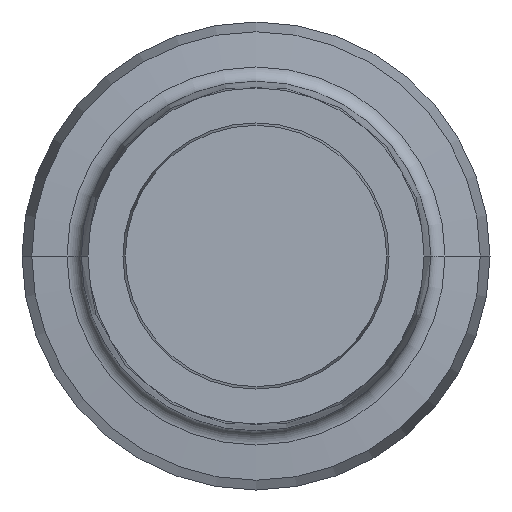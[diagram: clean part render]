
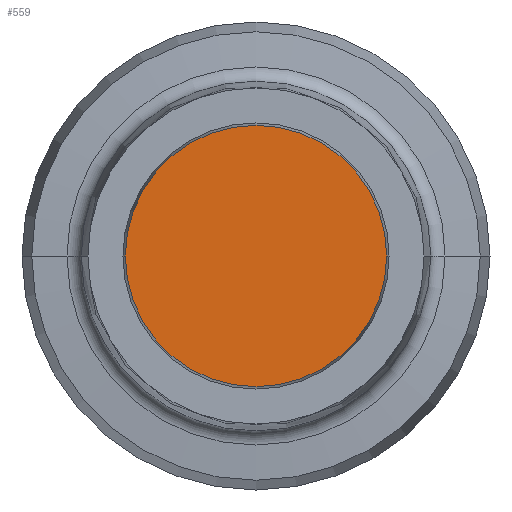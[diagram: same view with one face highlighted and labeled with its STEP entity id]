
A CAD part, left-side view. The second image highlights one B-rep face of the part: STEP entity #559.
In plain terms, the highlighted planar face has unit normal (-1, 0, 0).
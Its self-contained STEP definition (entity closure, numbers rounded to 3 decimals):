
#146=CARTESIAN_POINT('',(-15.,0.,0.));
#147=DIRECTION('',(-1.,0.,0.));
#148=DIRECTION('',(0.,1.,0.));
#149=AXIS2_PLACEMENT_3D('',#146,#147,#148);
#151=CARTESIAN_POINT('',(-15.,0.,0.));
#152=DIRECTION('',(1.,0.,0.));
#153=DIRECTION('',(0.,1.,0.));
#154=AXIS2_PLACEMENT_3D('',#151,#152,#153);
#273=CARTESIAN_POINT('',(-15.,3.351,0.));
#274=VERTEX_POINT('',#273);
#287=CARTESIAN_POINT('',(-15.,-3.351,0.));
#288=VERTEX_POINT('',#287);
#550=CARTESIAN_POINT('',(-15.,0.,0.));
#551=DIRECTION('',(1.,0.,0.));
#552=DIRECTION('',(0.,-1.,0.));
#553=AXIS2_PLACEMENT_3D('',#550,#551,#552);
#554=PLANE('',#553);
#555=ORIENTED_EDGE('',*,*,#529,.F.);
#556=ORIENTED_EDGE('',*,*,#545,.T.);
#557=EDGE_LOOP('',(#555,#556));
#558=FACE_OUTER_BOUND('',#557,.F.);
#559=ADVANCED_FACE('',(#558),#554,.F.);
#150=CIRCLE('',#149,3.351);
#155=CIRCLE('',#154,3.351);
#529=EDGE_CURVE('',#274,#288,#150,.T.);
#545=EDGE_CURVE('',#274,#288,#155,.T.);
